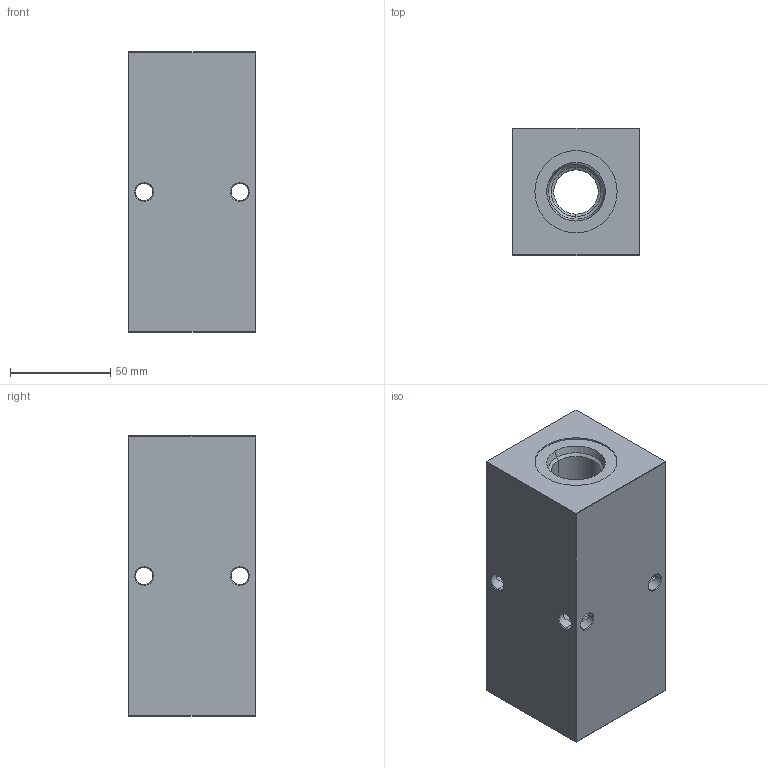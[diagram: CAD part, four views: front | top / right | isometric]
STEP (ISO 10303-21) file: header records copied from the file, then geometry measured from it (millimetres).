
FILE_DESCRIPTION (( 'STEP AP203' ), '1' );
FILE_NAME ('HM-2-90-S-12-12.STEP', '2020-11-09T23:09:34', ( '' ), ( '' ), 'SwSTEP 2.0', 'SolidWorks 2019', '' );
FILE_SCHEMA (( 'CONFIG_CONTROL_DESIGN' ));
Length unit declared in the file: inch
Products named in the file (1): HM-2-90-S-12-12
Bounding box: 63.5 x 63.5 x 139.7 mm (x, y, z)
Volume: 441419.9 mm3; surface area: 61078.7 mm2
Topology: 1 solids, 1 shells, 562 faces, 1467 edges, 946 vertices
Faces by surface type: plane 251, bspline 195, cone 58, cylinder 58
Entity records: 26742 total; most frequent: CARTESIAN_POINT 14271, ORIENTED_EDGE 2934, DIRECTION 1871, EDGE_CURVE 1467, VERTEX_POINT 946, LINE 867, VECTOR 867, EDGE_LOOP 627
